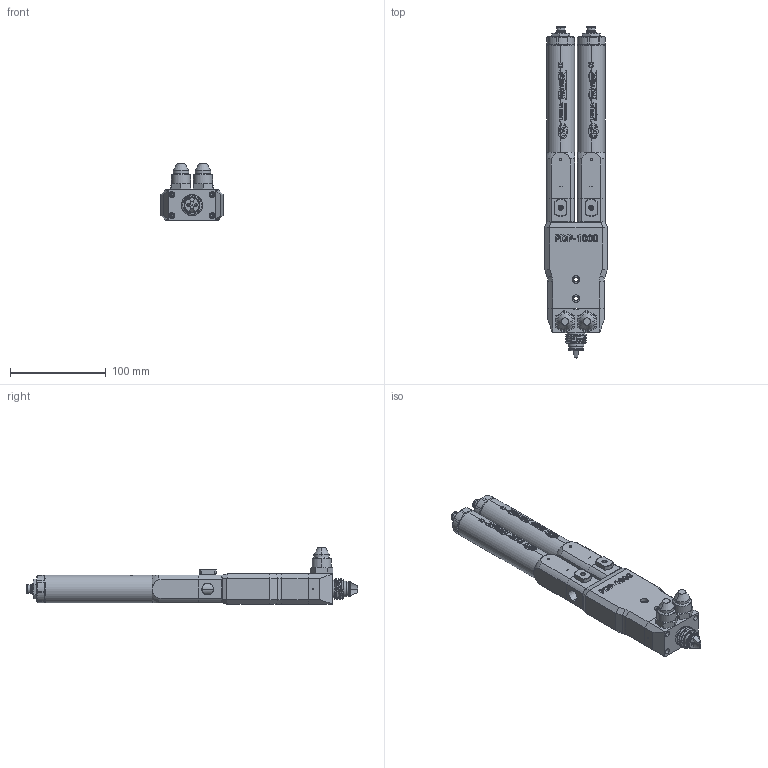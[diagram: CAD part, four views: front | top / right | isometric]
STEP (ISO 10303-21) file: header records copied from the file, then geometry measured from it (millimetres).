
FILE_DESCRIPTION (( 'STEP AP203' ), '1' );
FILE_NAME ('PDP-1000.STEP', '2024-09-27T13:34:48', ( '' ), ( '' ), 'SwSTEP 2.0', 'SolidWorks 2021', '' );
FILE_SCHEMA (( 'CONFIG_CONTROL_DESIGN' ));
Length unit declared in the file: millimetre
Products named in the file (10): PCP-1000-R; A08-MATERIAL CHAMBER TL; TWIN BLOCK(PDP-1000); PCP-1000; PCP-1000-L; MIX ADAPTER CA_150_1; MIX ADAPTER CA_150; PDP-1000; A08-MATERIAL CHAMBER TR; SENSYS SENSOR_1
Assembly tree (11 placements, depth 3):
  PDP-1000
    TWIN BLOCK(PDP-1000)
    PCP-1000-L
      PCP-1000
      A08-MATERIAL CHAMBER TL
    PCP-1000-R
      PCP-1000
      A08-MATERIAL CHAMBER TR
    MIX ADAPTER CA_150
      MIX ADAPTER CA_150_1
      SENSYS SENSOR_1  x2
Bounding box: 65 x 347 x 59.3 mm (x, y, z)
Volume: 505217.1 mm3; surface area: 122384.5 mm2
Topology: 12 solids, 12 shells, 2240 faces, 5745 edges, 3721 vertices
Faces by surface type: plane 879, cylinder 583, bspline 493, cone 273, torus 12
Entity records: 74426 total; most frequent: CARTESIAN_POINT 40395, ORIENTED_EDGE 7338, DIRECTION 5995, EDGE_CURVE 3669, VERTEX_POINT 2380, AXIS2_PLACEMENT_3D 2155, LINE 1685, VECTOR 1685
